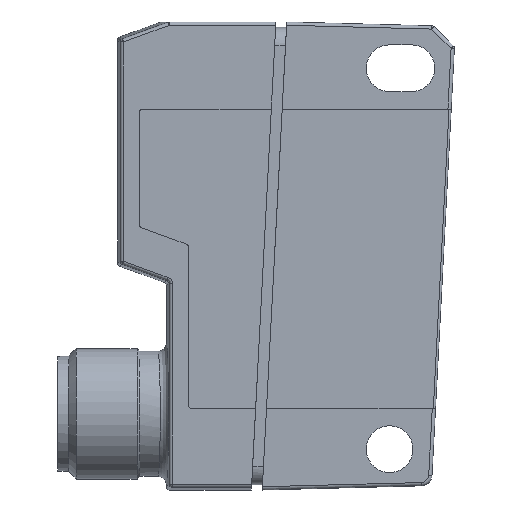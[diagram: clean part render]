
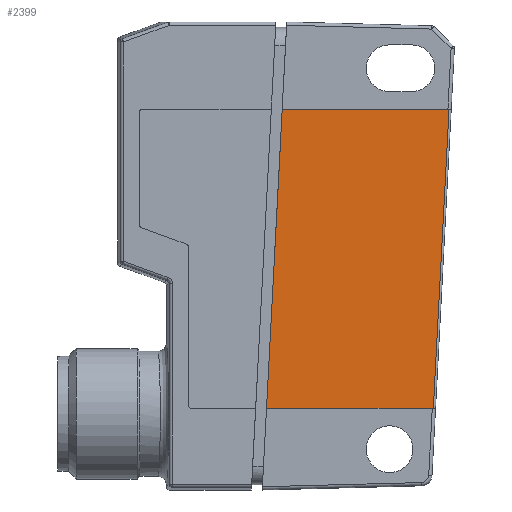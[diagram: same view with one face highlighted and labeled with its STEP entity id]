
A CAD part, front view. The second image highlights one B-rep face of the part: STEP entity #2399.
In plain terms, the highlighted planar face has unit normal (0, -1, 0).
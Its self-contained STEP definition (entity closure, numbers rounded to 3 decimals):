
#258=FACE_OUTER_BOUND('',#412,.T.);
#412=EDGE_LOOP('',(#1705,#1706,#1707,#1708));
#550=LINE('',#3567,#745);
#612=LINE('',#4146,#807);
#618=LINE('',#4163,#813);
#642=LINE('',#4224,#837);
#745=VECTOR('',#2811,27.538);
#807=VECTOR('',#2971,15.325);
#813=VECTOR('',#2985,15.325);
#837=VECTOR('',#3043,27.538);
#983=VERTEX_POINT('',#3564);
#984=VERTEX_POINT('',#3566);
#1054=VERTEX_POINT('',#4140);
#1063=VERTEX_POINT('',#4161);
#1186=EDGE_CURVE('',#984,#983,#550,.T.);
#1276=EDGE_CURVE('',#1054,#984,#612,.T.);
#1284=EDGE_CURVE('',#983,#1063,#618,.T.);
#1318=EDGE_CURVE('',#1063,#1054,#642,.T.);
#1705=ORIENTED_EDGE('',*,*,#1284,.T.);
#1706=ORIENTED_EDGE('',*,*,#1318,.T.);
#1707=ORIENTED_EDGE('',*,*,#1276,.T.);
#1708=ORIENTED_EDGE('',*,*,#1186,.T.);
#2183=PLANE('',#2591);
#2399=ADVANCED_FACE('',(#258),#2183,.T.);
#2591=AXIS2_PLACEMENT_3D('',#4227,#3047,#3048);
#2811=DIRECTION('',(-0.052,0.,-0.999));
#2971=DIRECTION('',(-1.,0.,0.));
#2985=DIRECTION('',(1.,0.,0.));
#3043=DIRECTION('',(0.052,0.,0.999));
#3047=DIRECTION('center_axis',(0.,-1.,0.));
#3048=DIRECTION('ref_axis',(0.,0.,1.));
#3564=CARTESIAN_POINT('',(-11.308,-7.3,3.75));
#3566=CARTESIAN_POINT('',(-9.866,-7.3,31.25));
#3567=CARTESIAN_POINT('',(-9.866,-7.3,31.25));
#4140=CARTESIAN_POINT('',(5.459,-7.3,31.25));
#4146=CARTESIAN_POINT('',(5.659,-7.3,31.25));
#4161=CARTESIAN_POINT('',(4.018,-7.3,3.75));
#4163=CARTESIAN_POINT('',(-11.308,-7.3,3.75));
#4224=CARTESIAN_POINT('',(3.976,-7.3,2.949));
#4227=CARTESIAN_POINT('Origin',(-11.308,-7.3,3.75));
